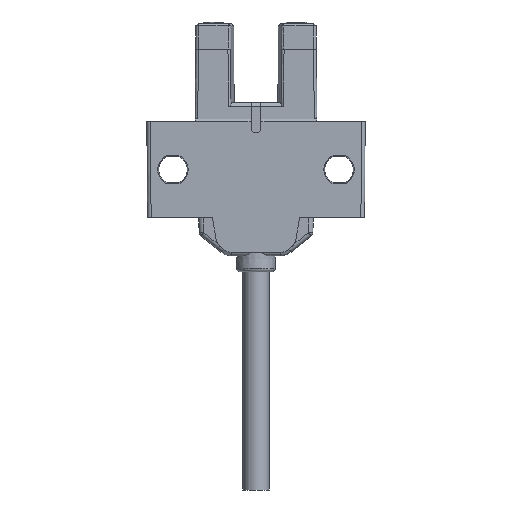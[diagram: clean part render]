
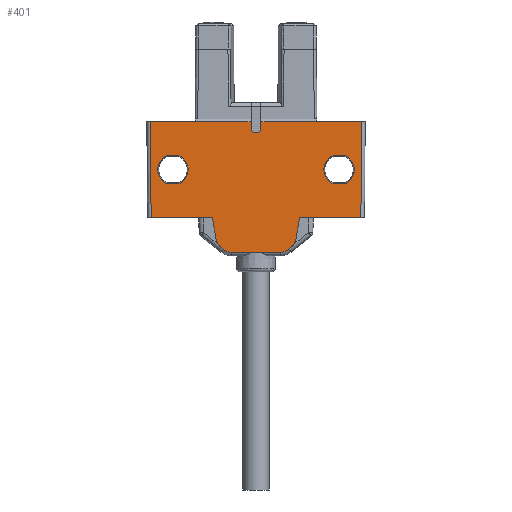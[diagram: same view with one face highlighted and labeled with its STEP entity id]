
A CAD part, left-side view. The second image highlights one B-rep face of the part: STEP entity #401.
In plain terms, the highlighted planar face has unit normal (-1, 0, 0).
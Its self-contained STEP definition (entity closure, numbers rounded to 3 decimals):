
#122=FACE_BOUND('',#894,.T.);
#123=FACE_BOUND('',#895,.T.);
#124=FACE_BOUND('',#896,.T.);
#332=CIRCLE('',#3648,0.55);
#333=CIRCLE('',#3649,2.);
#334=CIRCLE('',#3650,2.);
#335=CIRCLE('',#3651,1.741);
#336=CIRCLE('',#3652,1.741);
#337=CIRCLE('',#3653,1.741);
#338=CIRCLE('',#3654,1.741);
#401=ADVANCED_FACE('',(#122,#123,#124),#592,.T.);
#592=PLANE('',#3655);
#894=EDGE_LOOP('',(#1162,#1163,#1164,#1165,#1166,#1167,#1168,#1169,#1170,
#1171,#1172,#1173,#1174,#1175,#1176,#1177,#1178,#1179,#1180,#1181));
#895=EDGE_LOOP('',(#1182,#1183,#1184,#1185));
#896=EDGE_LOOP('',(#1186,#1187,#1188,#1189));
#1162=ORIENTED_EDGE('',*,*,#2572,.T.);
#1163=ORIENTED_EDGE('',*,*,#2573,.T.);
#1164=ORIENTED_EDGE('',*,*,#2574,.F.);
#1165=ORIENTED_EDGE('',*,*,#2575,.F.);
#1166=ORIENTED_EDGE('',*,*,#2576,.F.);
#1167=ORIENTED_EDGE('',*,*,#2577,.F.);
#1168=ORIENTED_EDGE('',*,*,#2578,.F.);
#1169=ORIENTED_EDGE('',*,*,#2579,.T.);
#1170=ORIENTED_EDGE('',*,*,#2580,.T.);
#1171=ORIENTED_EDGE('',*,*,#2581,.F.);
#1172=ORIENTED_EDGE('',*,*,#2582,.T.);
#1173=ORIENTED_EDGE('',*,*,#2583,.T.);
#1174=ORIENTED_EDGE('',*,*,#2533,.F.);
#1175=ORIENTED_EDGE('',*,*,#2584,.T.);
#1176=ORIENTED_EDGE('',*,*,#2585,.T.);
#1177=ORIENTED_EDGE('',*,*,#2515,.F.);
#1178=ORIENTED_EDGE('',*,*,#2586,.T.);
#1179=ORIENTED_EDGE('',*,*,#2587,.T.);
#1180=ORIENTED_EDGE('',*,*,#2541,.F.);
#1181=ORIENTED_EDGE('',*,*,#2588,.T.);
#1182=ORIENTED_EDGE('',*,*,#2589,.T.);
#1183=ORIENTED_EDGE('',*,*,#2590,.T.);
#1184=ORIENTED_EDGE('',*,*,#2591,.F.);
#1185=ORIENTED_EDGE('',*,*,#2592,.F.);
#1186=ORIENTED_EDGE('',*,*,#2593,.T.);
#1187=ORIENTED_EDGE('',*,*,#2594,.T.);
#1188=ORIENTED_EDGE('',*,*,#2595,.F.);
#1189=ORIENTED_EDGE('',*,*,#2596,.F.);
#2168=VERTEX_POINT('',#4885);
#2169=VERTEX_POINT('',#4887);
#2185=VERTEX_POINT('',#4927);
#2186=VERTEX_POINT('',#4929);
#2193=VERTEX_POINT('',#4943);
#2194=VERTEX_POINT('',#4945);
#2224=VERTEX_POINT('',#5009);
#2225=VERTEX_POINT('',#5010);
#2226=VERTEX_POINT('',#5012);
#2227=VERTEX_POINT('',#5014);
#2228=VERTEX_POINT('',#5016);
#2229=VERTEX_POINT('',#5018);
#2230=VERTEX_POINT('',#5020);
#2231=VERTEX_POINT('',#5022);
#2232=VERTEX_POINT('',#5024);
#2233=VERTEX_POINT('',#5026);
#2234=VERTEX_POINT('',#5028);
#2235=VERTEX_POINT('',#5030);
#2236=VERTEX_POINT('',#5033);
#2237=VERTEX_POINT('',#5036);
#2238=VERTEX_POINT('',#5040);
#2239=VERTEX_POINT('',#5041);
#2240=VERTEX_POINT('',#5043);
#2241=VERTEX_POINT('',#5045);
#2242=VERTEX_POINT('',#5048);
#2243=VERTEX_POINT('',#5049);
#2244=VERTEX_POINT('',#5051);
#2245=VERTEX_POINT('',#5053);
#2515=EDGE_CURVE('',#2168,#2169,#3047,.T.);
#2533=EDGE_CURVE('',#2185,#2186,#3057,.T.);
#2541=EDGE_CURVE('',#2193,#2194,#3061,.T.);
#2572=EDGE_CURVE('',#2224,#2225,#3077,.T.);
#2573=EDGE_CURVE('',#2225,#2226,#3078,.T.);
#2574=EDGE_CURVE('',#2227,#2226,#3079,.T.);
#2575=EDGE_CURVE('',#2228,#2227,#3080,.T.);
#2576=EDGE_CURVE('',#2229,#2228,#332,.T.);
#2577=EDGE_CURVE('',#2230,#2229,#3081,.T.);
#2578=EDGE_CURVE('',#2231,#2230,#3082,.T.);
#2579=EDGE_CURVE('',#2231,#2232,#3083,.T.);
#2580=EDGE_CURVE('',#2232,#2233,#3084,.T.);
#2581=EDGE_CURVE('',#2234,#2233,#3085,.T.);
#2582=EDGE_CURVE('',#2234,#2235,#3086,.T.);
#2583=EDGE_CURVE('',#2235,#2186,#3087,.T.);
#2584=EDGE_CURVE('',#2185,#2236,#3088,.T.);
#2585=EDGE_CURVE('',#2236,#2169,#333,.T.);
#2586=EDGE_CURVE('',#2168,#2237,#334,.T.);
#2587=EDGE_CURVE('',#2237,#2194,#3089,.T.);
#2588=EDGE_CURVE('',#2193,#2224,#3090,.T.);
#2589=EDGE_CURVE('',#2238,#2239,#335,.T.);
#2590=EDGE_CURVE('',#2239,#2240,#3091,.T.);
#2591=EDGE_CURVE('',#2241,#2240,#336,.T.);
#2592=EDGE_CURVE('',#2238,#2241,#3092,.T.);
#2593=EDGE_CURVE('',#2242,#2243,#337,.T.);
#2594=EDGE_CURVE('',#2243,#2244,#3093,.T.);
#2595=EDGE_CURVE('',#2245,#2244,#338,.T.);
#2596=EDGE_CURVE('',#2242,#2245,#3094,.T.);
#3047=LINE('',#4886,#3334);
#3057=LINE('',#4928,#3344);
#3061=LINE('',#4944,#3348);
#3077=LINE('',#5008,#3364);
#3078=LINE('',#5011,#3365);
#3079=LINE('',#5013,#3366);
#3080=LINE('',#5015,#3367);
#3081=LINE('',#5019,#3368);
#3082=LINE('',#5021,#3369);
#3083=LINE('',#5023,#3370);
#3084=LINE('',#5025,#3371);
#3085=LINE('',#5027,#3372);
#3086=LINE('',#5029,#3373);
#3087=LINE('',#5031,#3374);
#3088=LINE('',#5032,#3375);
#3089=LINE('',#5037,#3376);
#3090=LINE('',#5038,#3377);
#3091=LINE('',#5042,#3378);
#3092=LINE('',#5046,#3379);
#3093=LINE('',#5050,#3380);
#3094=LINE('',#5054,#3381);
#3334=VECTOR('',#3950,1.);
#3344=VECTOR('',#3982,1.);
#3348=VECTOR('',#3994,1.);
#3364=VECTOR('',#4046,1.);
#3365=VECTOR('',#4047,1.);
#3366=VECTOR('',#4048,1.);
#3367=VECTOR('',#4049,1.);
#3368=VECTOR('',#4052,1.);
#3369=VECTOR('',#4053,1.);
#3370=VECTOR('',#4054,1.);
#3371=VECTOR('',#4055,1.);
#3372=VECTOR('',#4056,1.);
#3373=VECTOR('',#4057,1.);
#3374=VECTOR('',#4058,1.);
#3375=VECTOR('',#4059,1.);
#3376=VECTOR('',#4064,1.);
#3377=VECTOR('',#4065,1.);
#3378=VECTOR('',#4068,1.);
#3379=VECTOR('',#4071,1.);
#3380=VECTOR('',#4074,1.);
#3381=VECTOR('',#4077,1.);
#3648=AXIS2_PLACEMENT_3D('',#5017,#4050,#4051);
#3649=AXIS2_PLACEMENT_3D('',#5034,#4060,#4061);
#3650=AXIS2_PLACEMENT_3D('',#5035,#4062,#4063);
#3651=AXIS2_PLACEMENT_3D('',#5039,#4066,#4067);
#3652=AXIS2_PLACEMENT_3D('',#5044,#4069,#4070);
#3653=AXIS2_PLACEMENT_3D('',#5047,#4072,#4073);
#3654=AXIS2_PLACEMENT_3D('',#5052,#4075,#4076);
#3655=AXIS2_PLACEMENT_3D('',#5055,#4078,#4079);
#3950=DIRECTION('',(0.,1.,0.));
#3982=DIRECTION('',(0.,1.,0.));
#3994=DIRECTION('',(0.,1.,0.));
#4046=DIRECTION('',(0.,1.,0.));
#4047=DIRECTION('',(0.,0.,1.));
#4048=DIRECTION('',(0.,-1.,0.));
#4049=DIRECTION('',(0.,0.009,1.));
#4050=DIRECTION('',(-1.,0.,0.));
#4051=DIRECTION('',(0.,1.,0.));
#4052=DIRECTION('',(0.,0.009,-1.));
#4053=DIRECTION('',(0.,-1.,0.));
#4054=DIRECTION('',(0.,0.,-1.));
#4055=DIRECTION('',(0.,1.,0.));
#4056=DIRECTION('',(0.,0.009,-1.));
#4057=DIRECTION('',(0.,1.,0.));
#4058=DIRECTION('',(0.,-0.009,-1.));
#4059=DIRECTION('',(0.,-0.174,-0.985));
#4060=DIRECTION('',(-1.,0.,0.));
#4061=DIRECTION('',(0.,0.,1.));
#4062=DIRECTION('',(-1.,0.,0.));
#4063=DIRECTION('',(0.,0.,1.));
#4064=DIRECTION('',(0.,-0.174,0.985));
#4065=DIRECTION('',(0.,-0.009,1.));
#4066=DIRECTION('',(1.,0.,0.));
#4067=DIRECTION('',(0.,0.,1.));
#4068=DIRECTION('',(0.,1.,0.));
#4069=DIRECTION('',(-1.,0.,0.));
#4070=DIRECTION('',(0.,0.,1.));
#4071=DIRECTION('',(0.,1.,0.));
#4072=DIRECTION('',(1.,0.,0.));
#4073=DIRECTION('',(0.,0.,1.));
#4074=DIRECTION('',(0.,1.,0.));
#4075=DIRECTION('',(-1.,0.,0.));
#4076=DIRECTION('',(0.,0.,1.));
#4077=DIRECTION('',(0.,1.,0.));
#4078=DIRECTION('',(-1.,0.,0.));
#4079=DIRECTION('',(0.,0.,1.));
#4885=CARTESIAN_POINT('',(-3.3,23.01,-14.985));
#4886=CARTESIAN_POINT('',(-3.3,38.371,-14.985));
#4887=CARTESIAN_POINT('',(-3.3,28.731,-14.985));
#4927=CARTESIAN_POINT('',(-3.3,30.871,-11.));
#4928=CARTESIAN_POINT('',(-3.3,38.371,-11.));
#4929=CARTESIAN_POINT('',(-3.3,37.875,-11.));
#4943=CARTESIAN_POINT('',(-3.3,13.867,-11.));
#4944=CARTESIAN_POINT('',(-3.3,38.371,-11.));
#4945=CARTESIAN_POINT('',(-3.3,20.871,-11.));
#5008=CARTESIAN_POINT('',(-3.3,15.871,-0.004));
#5009=CARTESIAN_POINT('',(-3.3,13.771,-0.004));
#5010=CARTESIAN_POINT('',(-3.3,24.821,-0.004));
#5011=CARTESIAN_POINT('',(-3.3,24.821,-11.));
#5012=CARTESIAN_POINT('',(-3.3,24.821,0.));
#5013=CARTESIAN_POINT('',(-3.3,38.371,0.));
#5014=CARTESIAN_POINT('',(-3.3,25.327,0.));
#5015=CARTESIAN_POINT('',(-3.3,25.321,-0.75));
#5016=CARTESIAN_POINT('',(-3.3,25.321,-0.75));
#5017=CARTESIAN_POINT('',(-3.3,25.871,-0.75));
#5018=CARTESIAN_POINT('',(-3.3,26.421,-0.75));
#5019=CARTESIAN_POINT('',(-3.3,26.421,-0.75));
#5020=CARTESIAN_POINT('',(-3.3,26.414,0.));
#5021=CARTESIAN_POINT('',(-3.3,38.371,0.));
#5022=CARTESIAN_POINT('',(-3.3,26.921,0.));
#5023=CARTESIAN_POINT('',(-3.3,26.921,-11.));
#5024=CARTESIAN_POINT('',(-3.3,26.921,-0.004));
#5025=CARTESIAN_POINT('',(-3.3,15.871,-0.004));
#5026=CARTESIAN_POINT('',(-3.3,32.84,-0.004));
#5027=CARTESIAN_POINT('',(-3.3,32.814,3.002));
#5028=CARTESIAN_POINT('',(-3.3,32.84,0.));
#5029=CARTESIAN_POINT('',(-3.3,38.371,0.));
#5030=CARTESIAN_POINT('',(-3.3,37.971,0.));
#5031=CARTESIAN_POINT('',(-3.3,37.875,-10.996));
#5032=CARTESIAN_POINT('',(-3.3,31.097,-9.717));
#5033=CARTESIAN_POINT('',(-3.3,30.457,-13.347));
#5034=CARTESIAN_POINT('',(-3.3,28.487,-13.));
#5035=CARTESIAN_POINT('',(-3.3,23.254,-13.));
#5036=CARTESIAN_POINT('',(-3.3,21.285,-13.347));
#5037=CARTESIAN_POINT('',(-3.3,21.398,-13.993));
#5038=CARTESIAN_POINT('',(-3.3,13.869,-11.214));
#5039=CARTESIAN_POINT('',(-3.3,35.371,-5.5));
#5040=CARTESIAN_POINT('',(-3.3,34.684,-3.9));
#5041=CARTESIAN_POINT('',(-3.3,34.684,-7.1));
#5042=CARTESIAN_POINT('',(-3.3,35.371,-7.1));
#5043=CARTESIAN_POINT('',(-3.3,36.058,-7.1));
#5044=CARTESIAN_POINT('',(-3.3,35.371,-5.5));
#5045=CARTESIAN_POINT('',(-3.3,36.058,-3.9));
#5046=CARTESIAN_POINT('',(-3.3,57.371,-3.9));
#5047=CARTESIAN_POINT('',(-3.3,16.371,-5.5));
#5048=CARTESIAN_POINT('',(-3.3,15.684,-3.9));
#5049=CARTESIAN_POINT('',(-3.3,15.684,-7.1));
#5050=CARTESIAN_POINT('',(-3.3,16.371,-7.1));
#5051=CARTESIAN_POINT('',(-3.3,17.058,-7.1));
#5052=CARTESIAN_POINT('',(-3.3,16.371,-5.5));
#5053=CARTESIAN_POINT('',(-3.3,17.058,-3.9));
#5054=CARTESIAN_POINT('',(-3.3,38.371,-3.9));
#5055=CARTESIAN_POINT('',(-3.3,38.371,-11.));
